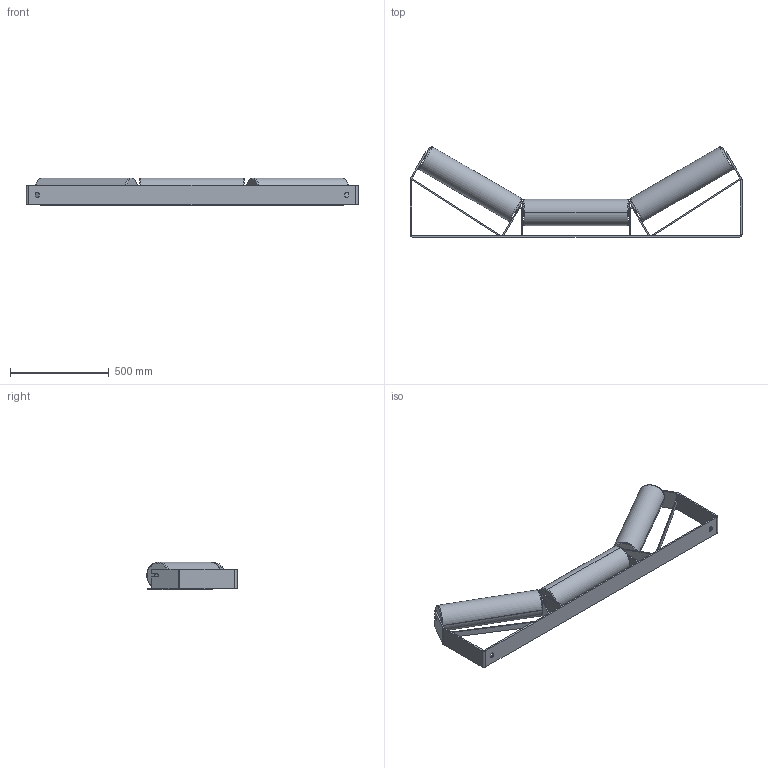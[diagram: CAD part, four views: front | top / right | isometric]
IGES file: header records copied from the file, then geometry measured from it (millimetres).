
Start section: SolidWorks IGES file using analytic representation for surfaces
Global section: file name: Support SNP 53301 E125 8 B1400 30° sans pincement.igs; native system: SolidWorks 2019; preprocessor: SolidWorks 2019; author: guillaume; date: 200220.152808; units: millimetre
Bounding box: 1680 x 456.89 x 139.5 mm (x, y, z)
Volume: 3034314.1 mm3; surface area: 2515102.2 mm2
Topology: 8 solids, 14 shells, 315 faces, 762 edges, 488 vertices
Faces by surface type: plane 223, revolution 75, bspline 17
